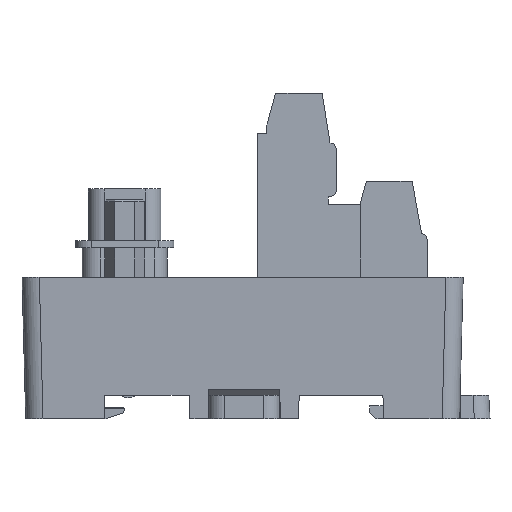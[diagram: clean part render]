
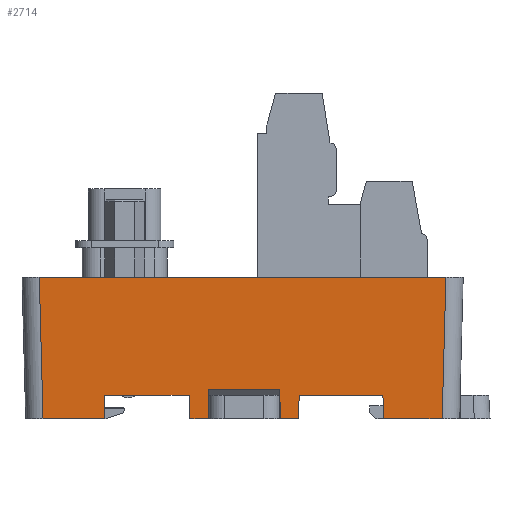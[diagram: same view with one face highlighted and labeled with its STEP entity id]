
A CAD part, left-side view. The second image highlights one B-rep face of the part: STEP entity #2714.
In plain terms, the highlighted planar face has unit normal (-1, 0, -0.026).
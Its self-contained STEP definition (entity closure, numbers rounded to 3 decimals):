
#1821=FACE_OUTER_BOUND('',#4952,.T.);
#2714=ADVANCED_FACE('',(#1821),#3669,.T.);
#3669=PLANE('',#19318);
#4952=EDGE_LOOP('',(#6745,#6746,#6747,#6748,#6749,#6750,#6751,#6752,#6753,
#6754,#6755,#6756,#6757,#6758,#6759,#6760));
#6745=ORIENTED_EDGE('',*,*,#13101,.T.);
#6746=ORIENTED_EDGE('',*,*,#13199,.T.);
#6747=ORIENTED_EDGE('',*,*,#13168,.T.);
#6748=ORIENTED_EDGE('',*,*,#13192,.F.);
#6749=ORIENTED_EDGE('',*,*,#12968,.T.);
#6750=ORIENTED_EDGE('',*,*,#13200,.F.);
#6751=ORIENTED_EDGE('',*,*,#13201,.F.);
#6752=ORIENTED_EDGE('',*,*,#13202,.T.);
#6753=ORIENTED_EDGE('',*,*,#13203,.F.);
#6754=ORIENTED_EDGE('',*,*,#13204,.T.);
#6755=ORIENTED_EDGE('',*,*,#13205,.F.);
#6756=ORIENTED_EDGE('',*,*,#13206,.T.);
#6757=ORIENTED_EDGE('',*,*,#12954,.T.);
#6758=ORIENTED_EDGE('',*,*,#13116,.T.);
#6759=ORIENTED_EDGE('',*,*,#13143,.T.);
#6760=ORIENTED_EDGE('',*,*,#13207,.T.);
#11227=VERTEX_POINT('',#25732);
#11228=VERTEX_POINT('',#25734);
#11241=VERTEX_POINT('',#25760);
#11242=VERTEX_POINT('',#25762);
#11348=VERTEX_POINT('',#26014);
#11355=VERTEX_POINT('',#26027);
#11363=VERTEX_POINT('',#26054);
#11382=VERTEX_POINT('',#26105);
#11404=VERTEX_POINT('',#26153);
#11405=VERTEX_POINT('',#26155);
#11420=VERTEX_POINT('',#26216);
#11421=VERTEX_POINT('',#26218);
#11422=VERTEX_POINT('',#26220);
#11423=VERTEX_POINT('',#26222);
#11424=VERTEX_POINT('',#26224);
#11425=VERTEX_POINT('',#26226);
#12954=EDGE_CURVE('',#11228,#11227,#15402,.T.);
#12968=EDGE_CURVE('',#11242,#11241,#15414,.T.);
#13101=EDGE_CURVE('',#11348,#11355,#15539,.T.);
#13116=EDGE_CURVE('',#11227,#11363,#15552,.T.);
#13143=EDGE_CURVE('',#11363,#11382,#15576,.T.);
#13168=EDGE_CURVE('',#11405,#11404,#15595,.T.);
#13192=EDGE_CURVE('',#11242,#11404,#15618,.T.);
#13199=EDGE_CURVE('',#11355,#11405,#15625,.T.);
#13200=EDGE_CURVE('',#11420,#11241,#15626,.T.);
#13201=EDGE_CURVE('',#11421,#11420,#15627,.T.);
#13202=EDGE_CURVE('',#11421,#11422,#15628,.T.);
#13203=EDGE_CURVE('',#11423,#11422,#15629,.T.);
#13204=EDGE_CURVE('',#11423,#11424,#15630,.T.);
#13205=EDGE_CURVE('',#11425,#11424,#15631,.T.);
#13206=EDGE_CURVE('',#11425,#11228,#15632,.T.);
#13207=EDGE_CURVE('',#11382,#11348,#15633,.T.);
#15402=LINE('',#25733,#17413);
#15414=LINE('',#25761,#17425);
#15539=LINE('',#26028,#17550);
#15552=LINE('',#26055,#17563);
#15576=LINE('',#26106,#17587);
#15595=LINE('',#26154,#17606);
#15618=LINE('',#26203,#17629);
#15625=LINE('',#26214,#17636);
#15626=LINE('',#26215,#17637);
#15627=LINE('',#26217,#17638);
#15628=LINE('',#26219,#17639);
#15629=LINE('',#26221,#17640);
#15630=LINE('',#26223,#17641);
#15631=LINE('',#26225,#17642);
#15632=LINE('',#26227,#17643);
#15633=LINE('',#26228,#17644);
#17413=VECTOR('',#20854,1.);
#17425=VECTOR('',#20870,1.);
#17550=VECTOR('',#21051,1.);
#17563=VECTOR('',#21076,1.);
#17587=VECTOR('',#21116,1.);
#17606=VECTOR('',#21149,1.);
#17629=VECTOR('',#21194,1.);
#17636=VECTOR('',#21209,1.);
#17637=VECTOR('',#21210,1.);
#17638=VECTOR('',#21211,1.);
#17639=VECTOR('',#21212,1.);
#17640=VECTOR('',#21213,1.);
#17641=VECTOR('',#21214,1.);
#17642=VECTOR('',#21215,1.);
#17643=VECTOR('',#21216,1.);
#17644=VECTOR('',#21217,1.);
#19318=AXIS2_PLACEMENT_3D('',#26229,#21218,#21219);
#20854=DIRECTION('',(0.,-1.,0.));
#20870=DIRECTION('',(0.,-1.,0.));
#21051=DIRECTION('',(0.,1.,0.));
#21076=DIRECTION('',(0.026,-0.017,-1.));
#21116=DIRECTION('',(0.,-1.,0.));
#21149=DIRECTION('',(0.,-1.,0.));
#21194=DIRECTION('',(0.026,0.017,-1.));
#21209=DIRECTION('',(0.026,-0.026,-0.999));
#21210=DIRECTION('',(-0.026,0.035,0.999));
#21211=DIRECTION('',(0.,1.,0.));
#21212=DIRECTION('',(-0.026,-0.009,1.));
#21213=DIRECTION('',(0.,1.,0.));
#21214=DIRECTION('',(0.026,-0.009,-1.));
#21215=DIRECTION('',(0.,1.,0.));
#21216=DIRECTION('',(-0.026,-0.035,0.999));
#21217=DIRECTION('',(-0.026,-0.026,0.999));
#21218=DIRECTION('',(-1.,0.,-0.026));
#21219=DIRECTION('',(-0.026,0.,1.));
#25732=CARTESIAN_POINT('',(153.243,-22.986,-13.25));
#25733=CARTESIAN_POINT('',(153.243,-5.336,-13.25));
#25734=CARTESIAN_POINT('',(153.243,-12.336,-13.25));
#25760=CARTESIAN_POINT('',(153.243,1.664,-13.25));
#25761=CARTESIAN_POINT('',(153.243,-5.336,-13.25));
#25762=CARTESIAN_POINT('',(153.243,12.414,-13.25));
#26014=CARTESIAN_POINT('',(152.85,-30.987,1.75));
#26027=CARTESIAN_POINT('',(152.85,20.715,1.75));
#26028=CARTESIAN_POINT('',(152.85,-4.836,1.75));
#26054=CARTESIAN_POINT('',(153.321,-23.039,-16.25));
#26055=CARTESIAN_POINT('',(152.842,-22.719,2.059));
#26105=CARTESIAN_POINT('',(153.321,-30.516,-16.25));
#26106=CARTESIAN_POINT('',(153.321,-5.336,-16.25));
#26153=CARTESIAN_POINT('',(153.321,12.466,-16.25));
#26154=CARTESIAN_POINT('',(153.321,-4.836,-16.25));
#26155=CARTESIAN_POINT('',(153.321,20.243,-16.25));
#26203=CARTESIAN_POINT('',(153.274,12.435,-14.454));
#26214=CARTESIAN_POINT('',(152.867,20.697,1.09));
#26215=CARTESIAN_POINT('',(153.274,1.622,-14.452));
#26216=CARTESIAN_POINT('',(153.321,1.559,-16.25));
#26217=CARTESIAN_POINT('',(153.321,-5.336,-16.25));
#26218=CARTESIAN_POINT('',(153.321,-0.76,-16.25));
#26219=CARTESIAN_POINT('',(153.274,-0.776,-14.454));
#26220=CARTESIAN_POINT('',(153.224,-0.792,-12.524));
#26221=CARTESIAN_POINT('',(153.224,204.109,-12.524));
#26222=CARTESIAN_POINT('',(153.224,-9.88,-12.524));
#26223=CARTESIAN_POINT('',(153.274,-9.897,-14.454));
#26224=CARTESIAN_POINT('',(153.321,-9.912,-16.25));
#26225=CARTESIAN_POINT('',(153.321,-5.336,-16.25));
#26226=CARTESIAN_POINT('',(153.321,-12.231,-16.25));
#26227=CARTESIAN_POINT('',(152.857,-12.85,1.468));
#26228=CARTESIAN_POINT('',(152.867,-30.97,1.09));
#26229=CARTESIAN_POINT('',(152.85,-4.836,1.747));
